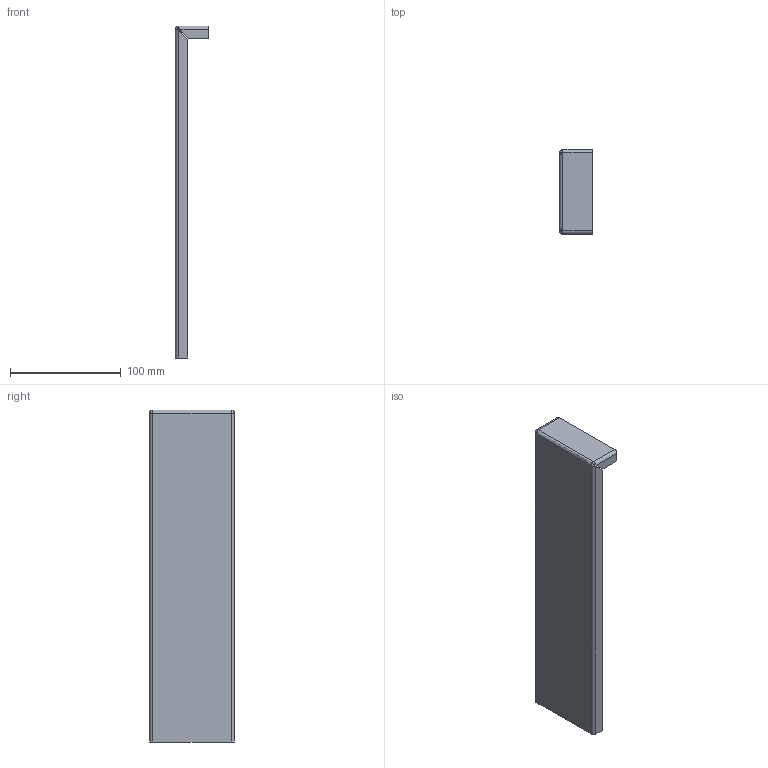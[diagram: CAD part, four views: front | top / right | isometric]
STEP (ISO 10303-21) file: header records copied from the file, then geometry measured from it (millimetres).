
FILE_DESCRIPTION (( 'STEP AP214' ), '1' );
FILE_NAME ('6279727.stp', '2016-06-20T10:51:11', ( '' ), ( '' ), 'SwSTEP 2.0', 'SolidWorks 2014', '' );
FILE_SCHEMA (( 'AUTOMOTIVE_DESIGN' ));
Length unit declared in the file: millimetre
Products named in the file (2): 6279727; 028363T1_GA-OTA
Assembly tree (1 placements, depth 2):
  6279727
    028363T1_GA-OTA
Bounding box: 30 x 76.5 x 300 mm (x, y, z)
Volume: 45040.6 mm3; surface area: 62396.8 mm2
Topology: 1 solids, 1 shells, 53 faces, 139 edges, 86 vertices
Faces by surface type: plane 32, cylinder 19, sphere 2
Entity records: 1671 total; most frequent: CARTESIAN_POINT 316, DIRECTION 281, ORIENTED_EDGE 274, EDGE_CURVE 137, AXIS2_PLACEMENT_3D 99, VERTEX_POINT 86, VECTOR 83, LINE 83
